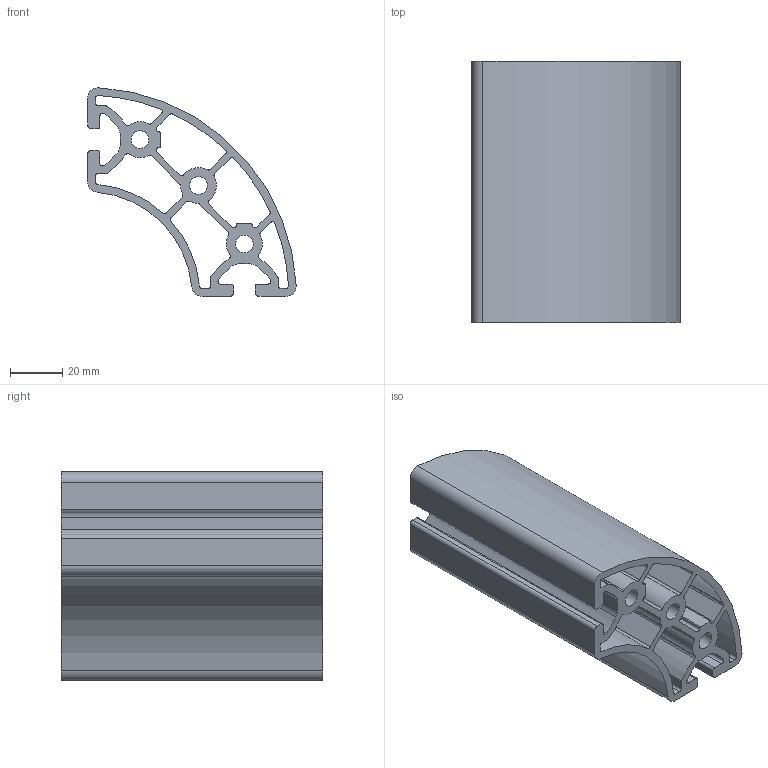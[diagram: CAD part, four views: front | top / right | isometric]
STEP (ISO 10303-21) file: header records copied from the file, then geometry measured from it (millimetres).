
FILE_DESCRIPTION( ( 'Unknown' ), '1' );
FILE_NAME( '7118220', 'Unknown', ( 'Unknown' ), ( 'JUGARD+KÜNSTNER GmbH' ), 'XStep 1.0', 'Unknown', ' ' );
FILE_SCHEMA( ( 'automotive_design' ) );
Length unit declared in the file: millimetre
Products named in the file (1): 1
Bounding box: 79.89 x 100 x 79.89 mm (x, y, z)
Volume: 145991 mm3; surface area: 88876.7 mm2
Topology: 1 solids, 1 shells, 133 faces, 393 edges, 262 vertices
Faces by surface type: cylinder 91, plane 42
Full cylindrical faces by diameter (mm): 6.8 x3
Entity records: 5630 total; most frequent: DIRECTION 840, CARTESIAN_POINT 786, ORIENTED_EDGE 780, EDGE_CURVE 390, AXIS2_PLACEMENT_3D 316, VERTEX_POINT 262, LINE 208, VECTOR 208
